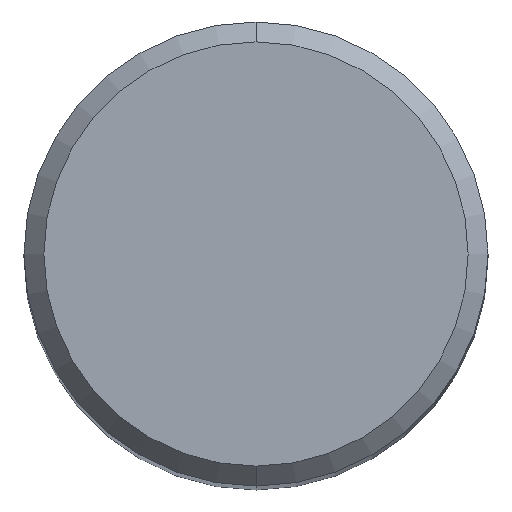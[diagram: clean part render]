
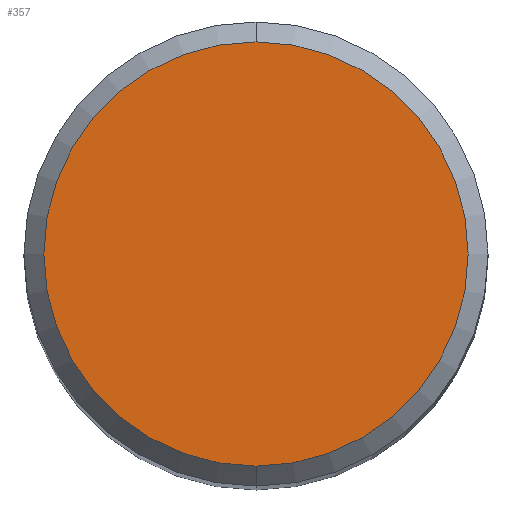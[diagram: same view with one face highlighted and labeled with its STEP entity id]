
A CAD part, top view. The second image highlights one B-rep face of the part: STEP entity #357.
In plain terms, the highlighted planar face has unit normal (0, 0, 1).
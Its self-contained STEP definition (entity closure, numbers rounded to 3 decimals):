
#211=VERTEX_POINT('',#509);
#245=EDGE_CURVE('',#211,#397,#546,.T.);
#255=EDGE_CURVE('',#397,#211,#556,.T.);
#357=ADVANCED_FACE('',(#668),#669,.T.);
#397=VERTEX_POINT('',#711);
#509=CARTESIAN_POINT('',(0.0,6.4,67.35));
#546=CIRCLE('',#909,6.4);
#556=CIRCLE('',#922,6.4);
#668=FACE_OUTER_BOUND('',#1235,.T.);
#669=PLANE('',#1236);
#711=CARTESIAN_POINT('',(0.,-6.4,67.35));
#909=AXIS2_PLACEMENT_3D('',#1526,#1527,#1528);
#922=AXIS2_PLACEMENT_3D('',#1530,#1531,#1532);
#1235=EDGE_LOOP('',(#1656,#1657));
#1236=AXIS2_PLACEMENT_3D('',#1658,#1659,#1660);
#1526=CARTESIAN_POINT('',(0.0,0.0,67.35));
#1527=DIRECTION('',(0.0,0.0,-1.0));
#1528=DIRECTION('',(0.0,1.0,0.0));
#1530=CARTESIAN_POINT('',(0.0,0.0,67.35));
#1531=DIRECTION('',(0.0,0.0,-1.0));
#1532=DIRECTION('',(0.0,1.0,0.0));
#1656=ORIENTED_EDGE('',*,*,#245,.F.);
#1657=ORIENTED_EDGE('',*,*,#255,.F.);
#1658=CARTESIAN_POINT('',(0.0,3.2,67.35));
#1659=DIRECTION('',(0.0,0.0,1.0));
#1660=DIRECTION('',(0.0,-1.0,0.0));
